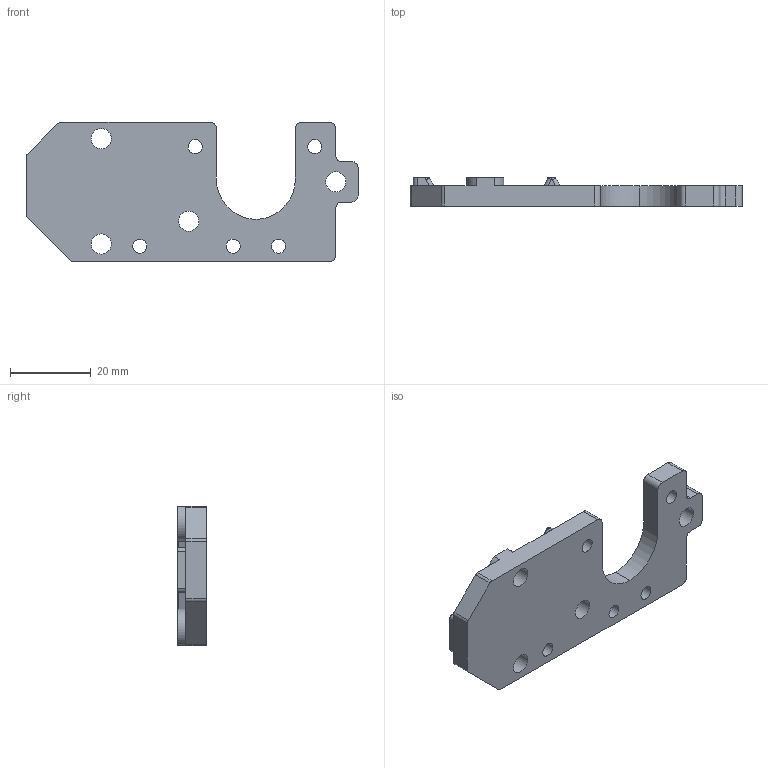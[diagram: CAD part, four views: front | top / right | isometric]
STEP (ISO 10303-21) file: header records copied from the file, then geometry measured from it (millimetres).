
FILE_DESCRIPTION(/* description */ (''),/* implementation_level */ '2;1');
FILE_NAME(/* name */ 'HydraHead-Carabiner-FoldedSherpa.step',/* time_stamp */ '2020-08-26T15:53:20+02:00',/* author */ (''),/* organization */ (''),/* preprocessor_version */ 'ST-DEVELOPER v18.1',/* originating_system */ 'Autodesk Translation Framework v9.3.0.1241',/* authorisation */ '');
FILE_SCHEMA (('AUTOMOTIVE_DESIGN { 1 0 10303 214 3 1 1 }'));
Length unit declared in the file: millimetre
Products named in the file (1): SherpaHeadCarabiner
Bounding box: 82.18 x 7 x 34.46 mm (x, y, z)
Volume: 10594 mm3; surface area: 6317.5 mm2
Topology: 1 solids, 1 shells, 77 faces, 208 edges, 132 vertices
Faces by surface type: cylinder 36, plane 35, bspline 6
Full cylindrical faces by diameter (mm): 3.5 x5, 5 x4, 6 x3
Entity records: 2680 total; most frequent: CARTESIAN_POINT 670, DIRECTION 428, ORIENTED_EDGE 404, EDGE_CURVE 202, AXIS2_PLACEMENT_3D 160, VERTEX_POINT 132, LINE 108, VECTOR 108
